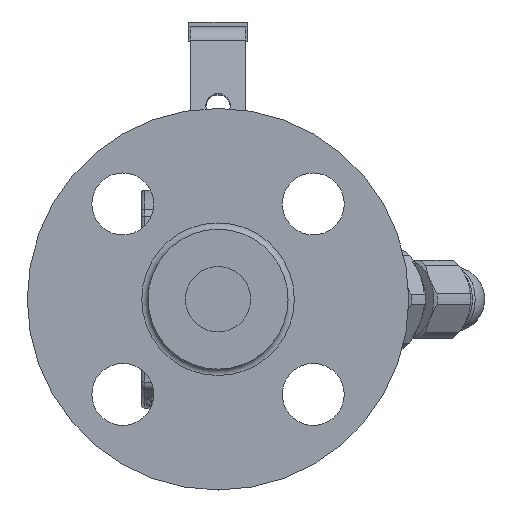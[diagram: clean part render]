
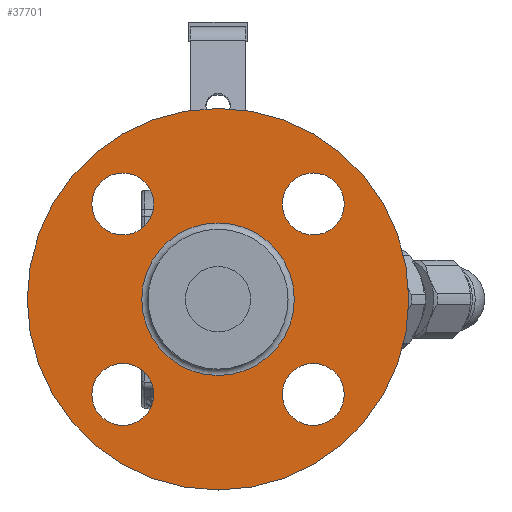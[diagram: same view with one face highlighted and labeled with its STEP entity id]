
A CAD part, left-side view. The second image highlights one B-rep face of the part: STEP entity #37701.
In plain terms, the highlighted planar face has unit normal (-1, 0, 0).
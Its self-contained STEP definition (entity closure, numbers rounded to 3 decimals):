
#2696=FACE_BOUND('',#12311,.T.);
#2697=FACE_BOUND('',#12312,.T.);
#2698=FACE_BOUND('',#12313,.T.);
#2699=FACE_BOUND('',#12314,.T.);
#2700=FACE_BOUND('',#12315,.T.);
#3189=PLANE('',#40846);
#9883=FACE_OUTER_BOUND('',#12310,.T.);
#12310=EDGE_LOOP('',(#29719));
#12311=EDGE_LOOP('',(#29720));
#12312=EDGE_LOOP('',(#29721));
#12313=EDGE_LOOP('',(#29722));
#12314=EDGE_LOOP('',(#29723));
#12315=EDGE_LOOP('',(#29724));
#14662=CIRCLE('',#40843,23.386);
#14665=CIRCLE('',#40847,58.5);
#14666=CIRCLE('',#40848,9.5);
#14667=CIRCLE('',#40849,9.5);
#14668=CIRCLE('',#40850,9.5);
#14669=CIRCLE('',#40851,9.5);
#17259=VERTEX_POINT('',#67444);
#17261=VERTEX_POINT('',#67450);
#17262=VERTEX_POINT('',#67452);
#17263=VERTEX_POINT('',#67454);
#17264=VERTEX_POINT('',#67456);
#17265=VERTEX_POINT('',#67458);
#21704=EDGE_CURVE('',#17259,#17259,#14662,.T.);
#21707=EDGE_CURVE('',#17261,#17261,#14665,.T.);
#21708=EDGE_CURVE('',#17262,#17262,#14666,.T.);
#21709=EDGE_CURVE('',#17263,#17263,#14667,.T.);
#21710=EDGE_CURVE('',#17264,#17264,#14668,.T.);
#21711=EDGE_CURVE('',#17265,#17265,#14669,.T.);
#29719=ORIENTED_EDGE('',*,*,#21707,.F.);
#29720=ORIENTED_EDGE('',*,*,#21708,.T.);
#29721=ORIENTED_EDGE('',*,*,#21709,.T.);
#29722=ORIENTED_EDGE('',*,*,#21710,.T.);
#29723=ORIENTED_EDGE('',*,*,#21711,.T.);
#29724=ORIENTED_EDGE('',*,*,#21704,.F.);
#37701=ADVANCED_FACE('',(#9883,#2696,#2697,#2698,#2699,#2700),#3189,.F.);
#40843=AXIS2_PLACEMENT_3D('',#67445,#47542,#47543);
#40846=AXIS2_PLACEMENT_3D('',#67449,#47548,#47549);
#40847=AXIS2_PLACEMENT_3D('',#67451,#47550,#47551);
#40848=AXIS2_PLACEMENT_3D('',#67453,#47552,#47553);
#40849=AXIS2_PLACEMENT_3D('',#67455,#47554,#47555);
#40850=AXIS2_PLACEMENT_3D('',#67457,#47556,#47557);
#40851=AXIS2_PLACEMENT_3D('',#67459,#47558,#47559);
#47542=DIRECTION('center_axis',(-1.,0.,0.));
#47543=DIRECTION('ref_axis',(0.,0.,
1.));
#47548=DIRECTION('center_axis',(1.,0.,0.));
#47549=DIRECTION('ref_axis',(0.,0.,
-1.));
#47550=DIRECTION('center_axis',(1.,0.,0.));
#47551=DIRECTION('ref_axis',(0.,0.,
-1.));
#47552=DIRECTION('center_axis',(1.,0.,0.));
#47553=DIRECTION('ref_axis',(0.,0.,
1.));
#47554=DIRECTION('center_axis',(1.,0.,0.));
#47555=DIRECTION('ref_axis',(0.,-1.,0.));
#47556=DIRECTION('center_axis',(1.,0.,0.));
#47557=DIRECTION('ref_axis',(0.,0.,
-1.));
#47558=DIRECTION('center_axis',(1.,0.,0.));
#47559=DIRECTION('ref_axis',(0.,1.,0.));
#67444=CARTESIAN_POINT('',(-292.036,18.833,-24.904));
#67445=CARTESIAN_POINT('Origin',(-292.036,18.833,-1.517));
#67449=CARTESIAN_POINT('Origin',(-292.036,18.833,-1.517));
#67450=CARTESIAN_POINT('',(-292.036,18.833,56.983));
#67451=CARTESIAN_POINT('Origin',(-292.036,18.833,-1.517));
#67452=CARTESIAN_POINT('',(-292.036,48.036,18.186));
#67453=CARTESIAN_POINT('Origin',(-292.036,48.036,27.686));
#67454=CARTESIAN_POINT('',(-292.036,-0.871,27.686));
#67455=CARTESIAN_POINT('Origin',(-292.036,-10.371,27.686));
#67456=CARTESIAN_POINT('',(-292.036,-10.371,-21.221));
#67457=CARTESIAN_POINT('Origin',(-292.036,-10.371,-30.721));
#67458=CARTESIAN_POINT('',(-292.036,38.536,-30.721));
#67459=CARTESIAN_POINT('Origin',(-292.036,48.036,-30.721));
